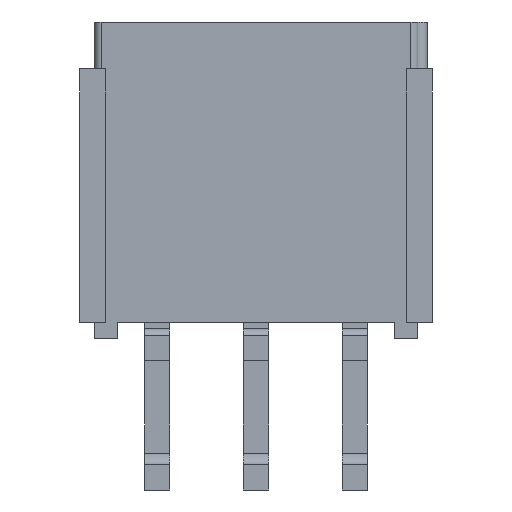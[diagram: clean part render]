
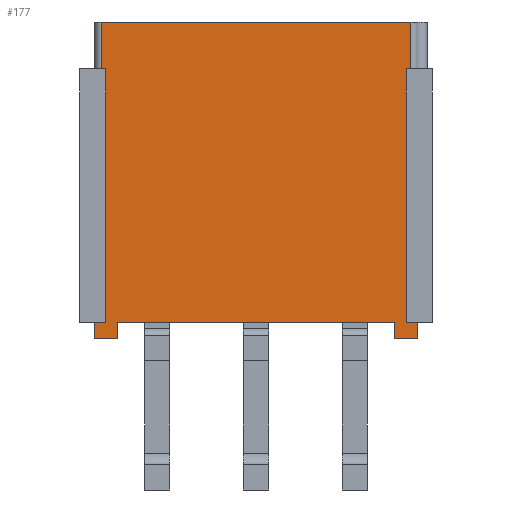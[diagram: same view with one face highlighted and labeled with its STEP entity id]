
A CAD part, front view. The second image highlights one B-rep face of the part: STEP entity #177.
In plain terms, the highlighted planar face has unit normal (0, -1, 0).
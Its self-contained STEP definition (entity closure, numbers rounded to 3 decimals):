
#177=ADVANCED_FACE('',(#483),#484,.T.);
#483=FACE_OUTER_BOUND('',#813,.T.);
#484=PLANE('',#814);
#813=EDGE_LOOP('',(#1942,#1943,#1944,#1945,#1946,#1947,#1948,#1949,#1950,#1951,#1952,#1953,#1954,#1955,#1956,#1957));
#814=AXIS2_PLACEMENT_3D('',#1958,#1959,#1960);
#1942=ORIENTED_EDGE('',*,*,#2506,.F.);
#1943=ORIENTED_EDGE('',*,*,#2512,.T.);
#1944=ORIENTED_EDGE('',*,*,#2157,.T.);
#1945=ORIENTED_EDGE('',*,*,#2513,.F.);
#1946=ORIENTED_EDGE('',*,*,#2510,.F.);
#1947=ORIENTED_EDGE('',*,*,#2514,.F.);
#1948=ORIENTED_EDGE('',*,*,#2266,.T.);
#1949=ORIENTED_EDGE('',*,*,#2496,.T.);
#1950=ORIENTED_EDGE('',*,*,#2515,.F.);
#1951=ORIENTED_EDGE('',*,*,#2516,.F.);
#1952=ORIENTED_EDGE('',*,*,#2235,.F.);
#1953=ORIENTED_EDGE('',*,*,#2517,.T.);
#1954=ORIENTED_EDGE('',*,*,#2518,.F.);
#1955=ORIENTED_EDGE('',*,*,#2519,.F.);
#1956=ORIENTED_EDGE('',*,*,#2273,.T.);
#1957=ORIENTED_EDGE('',*,*,#2520,.F.);
#1958=CARTESIAN_POINT('',(6.9,0.4,0.0));
#1959=DIRECTION('',(0.0,-1.0,0.0));
#1960=DIRECTION('',(0.0,0.0,-1.0));
#2157=EDGE_CURVE('',#2577,#2575,#2578,.T.);
#2235=EDGE_CURVE('',#2720,#2722,#2723,.T.);
#2266=EDGE_CURVE('',#2772,#2781,#2783,.T.);
#2273=EDGE_CURVE('',#2796,#2794,#2797,.T.);
#2496=EDGE_CURVE('',#2781,#3147,#3149,.T.);
#2506=EDGE_CURVE('',#3165,#3155,#3167,.T.);
#2510=EDGE_CURVE('',#3172,#3174,#3175,.T.);
#2512=EDGE_CURVE('',#3165,#2577,#3177,.T.);
#2513=EDGE_CURVE('',#3174,#2575,#3178,.T.);
#2514=EDGE_CURVE('',#2772,#3172,#3179,.T.);
#2515=EDGE_CURVE('',#3180,#3147,#3181,.T.);
#2516=EDGE_CURVE('',#2722,#3180,#3182,.T.);
#2517=EDGE_CURVE('',#2720,#3183,#3184,.T.);
#2518=EDGE_CURVE('',#3185,#3183,#3186,.T.);
#2519=EDGE_CURVE('',#2796,#3185,#3187,.T.);
#2520=EDGE_CURVE('',#3155,#2794,#3188,.T.);
#2575=VERTEX_POINT('',#3259);
#2577=VERTEX_POINT('',#3261);
#2578=LINE('',#3262,#3263);
#2720=VERTEX_POINT('',#3476);
#2722=VERTEX_POINT('',#3479);
#2723=LINE('',#3480,#3481);
#2772=VERTEX_POINT('',#3555);
#2781=VERTEX_POINT('',#3568);
#2783=LINE('',#3571,#3572);
#2794=VERTEX_POINT('',#3587);
#2796=VERTEX_POINT('',#3590);
#2797=LINE('',#3591,#3592);
#3147=VERTEX_POINT('',#4141);
#3149=LINE('',#4144,#4145);
#3155=VERTEX_POINT('',#4154);
#3165=VERTEX_POINT('',#4169);
#3167=LINE('',#4171,#4172);
#3172=VERTEX_POINT('',#4179);
#3174=VERTEX_POINT('',#4182);
#3175=LINE('',#4183,#4184);
#3177=LINE('',#4186,#4187);
#3178=LINE('',#4188,#4189);
#3179=LINE('',#4190,#4191);
#3180=VERTEX_POINT('',#4192);
#3181=LINE('',#4193,#4194);
#3182=LINE('',#4195,#4196);
#3183=VERTEX_POINT('',#4197);
#3184=LINE('',#4198,#4199);
#3185=VERTEX_POINT('',#4200);
#3186=LINE('',#4201,#4202);
#3187=LINE('',#4203,#4204);
#3188=LINE('',#4205,#4206);
#3259=CARTESIAN_POINT('',(-6.6,0.4,0.0));
#3261=CARTESIAN_POINT('',(6.6,0.4,0.0));
#3262=CARTESIAN_POINT('',(6.6,0.4,0.0));
#3263=VECTOR('',#4297,13.2);
#3476=CARTESIAN_POINT('',(5.9,0.4,-12.8));
#3479=CARTESIAN_POINT('',(-5.9,0.4,-12.8));
#3480=CARTESIAN_POINT('',(5.9,0.4,-12.8));
#3481=VECTOR('',#4385,11.8);
#3555=CARTESIAN_POINT('',(-6.4,0.4,-12.8));
#3568=CARTESIAN_POINT('',(-6.9,0.4,-12.8));
#3571=CARTESIAN_POINT('',(-6.4,0.4,-12.8));
#3572=VECTOR('',#4416,0.5);
#3587=CARTESIAN_POINT('',(6.4,0.4,-12.8));
#3590=CARTESIAN_POINT('',(6.9,0.4,-12.8));
#3591=CARTESIAN_POINT('',(6.9,0.4,-12.8));
#3592=VECTOR('',#4425,0.5);
#4141=CARTESIAN_POINT('',(-6.9,0.4,-13.5));
#4144=CARTESIAN_POINT('',(-6.9,0.4,-12.8));
#4145=VECTOR('',#4692,0.7);
#4154=CARTESIAN_POINT('',(6.4,0.4,-2.0));
#4169=CARTESIAN_POINT('',(6.6,0.4,-2.0));
#4171=CARTESIAN_POINT('',(6.6,0.4,-2.0));
#4172=VECTOR('',#4704,0.2);
#4179=CARTESIAN_POINT('',(-6.4,0.4,-2.0));
#4182=CARTESIAN_POINT('',(-6.6,0.4,-2.0));
#4183=CARTESIAN_POINT('',(-6.4,0.4,-2.0));
#4184=VECTOR('',#4708,0.2);
#4186=CARTESIAN_POINT('',(6.6,0.4,-2.0));
#4187=VECTOR('',#4712,2.0);
#4188=CARTESIAN_POINT('',(-6.6,0.4,-2.0));
#4189=VECTOR('',#4713,2.0);
#4190=CARTESIAN_POINT('',(-6.4,0.4,-12.8));
#4191=VECTOR('',#4714,10.8);
#4192=CARTESIAN_POINT('',(-5.9,0.4,-13.5));
#4193=CARTESIAN_POINT('',(-5.9,0.4,-13.5));
#4194=VECTOR('',#4715,1.0);
#4195=CARTESIAN_POINT('',(-5.9,0.4,-12.8));
#4196=VECTOR('',#4716,0.7);
#4197=CARTESIAN_POINT('',(5.9,0.4,-13.5));
#4198=CARTESIAN_POINT('',(5.9,0.4,-12.8));
#4199=VECTOR('',#4717,0.7);
#4200=CARTESIAN_POINT('',(6.9,0.4,-13.5));
#4201=CARTESIAN_POINT('',(6.9,0.4,-13.5));
#4202=VECTOR('',#4718,1.0);
#4203=CARTESIAN_POINT('',(6.9,0.4,-12.8));
#4204=VECTOR('',#4719,0.7);
#4205=CARTESIAN_POINT('',(6.4,0.4,-2.0));
#4206=VECTOR('',#4720,10.8);
#4297=DIRECTION('',(-1.0,0.0,0.0));
#4385=DIRECTION('',(-1.0,0.0,0.0));
#4416=DIRECTION('',(-1.0,0.0,0.0));
#4425=DIRECTION('',(-1.0,0.0,0.0));
#4692=DIRECTION('',(0.0,0.0,-1.0));
#4704=DIRECTION('',(-1.0,0.0,0.0));
#4708=DIRECTION('',(-1.0,0.0,0.0));
#4712=DIRECTION('',(0.0,0.0,1.0));
#4713=DIRECTION('',(0.0,0.0,1.0));
#4714=DIRECTION('',(0.0,0.0,1.0));
#4715=DIRECTION('',(-1.0,0.0,0.0));
#4716=DIRECTION('',(0.0,0.0,-1.0));
#4717=DIRECTION('',(0.0,0.0,-1.0));
#4718=DIRECTION('',(-1.0,0.0,0.0));
#4719=DIRECTION('',(0.0,0.0,-1.0));
#4720=DIRECTION('',(0.0,0.0,-1.0));
